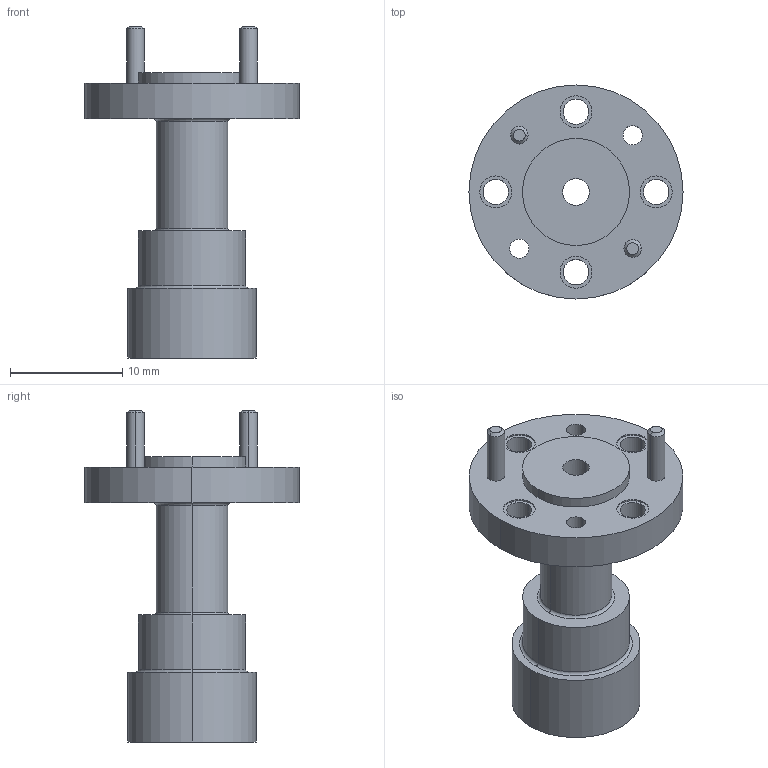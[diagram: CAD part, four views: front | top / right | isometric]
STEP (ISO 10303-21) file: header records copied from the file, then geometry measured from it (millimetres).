
FILE_DESCRIPTION (( 'STEP AP214' ), '1' );
FILE_NAME ('PEWAN1074-FMWAN1074.step', '2021-05-25T15:55:05', ( '' ), ( '' ), 'SwSTEP 2.0', 'SolidWorks 2020', '' );
FILE_SCHEMA (( 'AUTOMOTIVE_DESIGN' ));
Length unit declared in the file: inch
Products named in the file (1): PEWAN1074-FMWAN1074
Bounding box: 19.05 x 19.05 x 29.54 mm (x, y, z)
Volume: 1532.9 mm3; surface area: 2997.2 mm2
Topology: 1 solids, 1 shells, 90 faces, 194 edges, 126 vertices
Faces by surface type: cylinder 56, plane 22, torus 6, cone 4, bspline 2
Entity records: 2646 total; most frequent: DIRECTION 502, CARTESIAN_POINT 439, ORIENTED_EDGE 388, AXIS2_PLACEMENT_3D 221, EDGE_CURVE 194, CIRCLE 132, VERTEX_POINT 126, EDGE_LOOP 124
